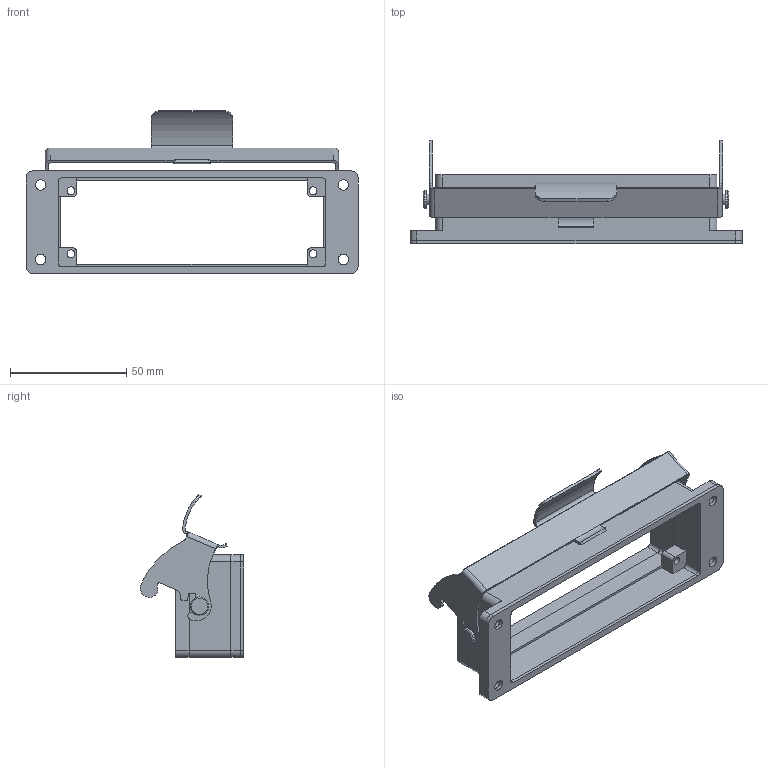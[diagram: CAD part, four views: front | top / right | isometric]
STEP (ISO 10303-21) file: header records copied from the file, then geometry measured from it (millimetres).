
FILE_DESCRIPTION (( 'STEP AP214' ), '1' );
FILE_NAME ('ZP-MC24B-2-SBHM.STEP', '2011-11-21T13:37:49', ( '.adc' ), ( '' ), 'SwSTEP 2.0', 'SolidWorks 2011', '' );
FILE_SCHEMA (( 'AUTOMOTIVE_DESIGN' ));
Length unit declared in the file: millimetre
Products named in the file (1): ZP-MC24B-2-SBHM
Bounding box: 142.5 x 44.43 x 69.95 mm (x, y, z)
Volume: 42967.4 mm3; surface area: 38131.3 mm2
Topology: 4 solids, 4 shells, 208 faces, 574 edges, 378 vertices
Faces by surface type: cylinder 112, plane 92, cone 4
Full cylindrical faces by diameter (mm): 3.3 x4, 4.5 x8, 4.669 x2, 8 x2
Entity records: 7247 total; most frequent: CARTESIAN_POINT 1293, DIRECTION 1154, ORIENTED_EDGE 1104, EDGE_CURVE 552, AXIS2_PLACEMENT_3D 417, VERTEX_POINT 376, VECTOR 320, LINE 320
